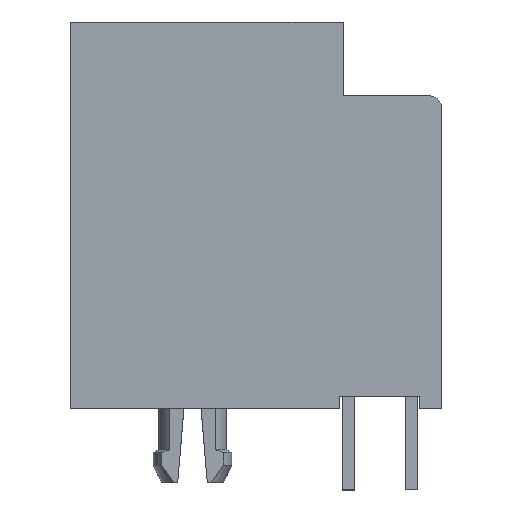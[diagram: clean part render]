
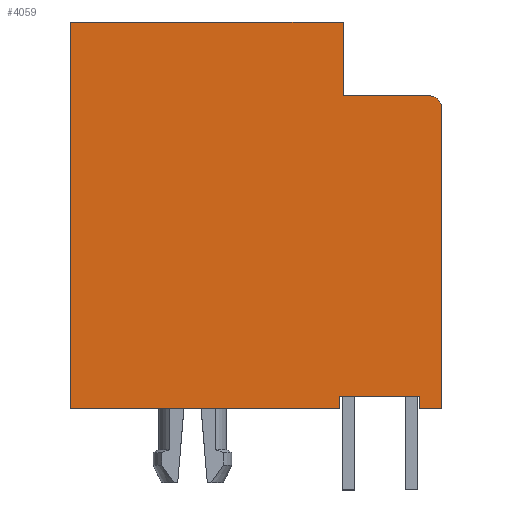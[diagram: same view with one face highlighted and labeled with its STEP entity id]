
A CAD part, top view. The second image highlights one B-rep face of the part: STEP entity #4059.
In plain terms, the highlighted planar face has unit normal (0, 0, 1).
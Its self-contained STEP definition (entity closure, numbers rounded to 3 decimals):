
#1218=DIRECTION('',(0.,1.,0.));
#1219=VECTOR('',#1218,12.2);
#1220=CARTESIAN_POINT('',(10.12,-7.85,5.59));
#1221=LINE('',#1220,#1219);
#1222=DIRECTION('',(1.,0.,0.));
#1223=VECTOR('',#1222,0.9);
#1224=CARTESIAN_POINT('',(9.22,-7.85,5.59));
#1225=LINE('',#1224,#1223);
#1226=DIRECTION('',(0.,-1.,0.));
#1227=VECTOR('',#1226,0.5);
#1228=CARTESIAN_POINT('',(9.22,-7.35,5.59));
#1229=LINE('',#1228,#1227);
#1230=DIRECTION('',(1.,0.,0.));
#1231=VECTOR('',#1230,3.25);
#1232=CARTESIAN_POINT('',(5.97,-7.35,5.59));
#1233=LINE('',#1232,#1231);
#1234=DIRECTION('',(0.,1.,0.));
#1235=VECTOR('',#1234,0.5);
#1236=CARTESIAN_POINT('',(5.97,-7.85,5.59));
#1237=LINE('',#1236,#1235);
#1238=DIRECTION('',(1.,0.,0.));
#1239=VECTOR('',#1238,10.93);
#1240=CARTESIAN_POINT('',(-4.96,-7.85,5.59));
#1241=LINE('',#1240,#1239);
#1242=DIRECTION('',(0.,-1.,0.));
#1243=VECTOR('',#1242,15.7);
#1244=CARTESIAN_POINT('',(-4.96,7.85,5.59));
#1245=LINE('',#1244,#1243);
#1246=DIRECTION('',(-1.,0.,0.));
#1247=VECTOR('',#1246,11.08);
#1248=CARTESIAN_POINT('',(6.12,7.85,5.59));
#1249=LINE('',#1248,#1247);
#1250=DIRECTION('',(0.,1.,0.));
#1251=VECTOR('',#1250,3.);
#1252=CARTESIAN_POINT('',(6.12,4.85,5.59));
#1253=LINE('',#1252,#1251);
#1254=DIRECTION('',(-1.,0.,0.));
#1255=VECTOR('',#1254,3.5);
#1256=CARTESIAN_POINT('',(9.62,4.85,5.59));
#1257=LINE('',#1256,#1255);
#1258=CARTESIAN_POINT('',(9.62,4.35,5.59));
#1259=DIRECTION('',(0.,0.,1.));
#1260=DIRECTION('',(1.,0.,0.));
#1261=AXIS2_PLACEMENT_3D('',#1258,#1259,#1260);
#1789=CARTESIAN_POINT('',(10.12,-7.85,5.59));
#1790=CARTESIAN_POINT('',(10.12,4.35,5.59));
#1791=VERTEX_POINT('',#1789);
#1792=VERTEX_POINT('',#1790);
#1793=CARTESIAN_POINT('',(9.62,4.85,5.59));
#1794=CARTESIAN_POINT('',(6.12,4.85,5.59));
#1795=VERTEX_POINT('',#1793);
#1796=VERTEX_POINT('',#1794);
#1797=CARTESIAN_POINT('',(6.12,7.85,5.59));
#1798=VERTEX_POINT('',#1797);
#1799=CARTESIAN_POINT('',(-4.96,7.85,5.59));
#1800=VERTEX_POINT('',#1799);
#1801=CARTESIAN_POINT('',(-4.96,-7.85,5.59));
#1802=VERTEX_POINT('',#1801);
#1803=CARTESIAN_POINT('',(5.97,-7.85,5.59));
#1804=VERTEX_POINT('',#1803);
#1805=CARTESIAN_POINT('',(5.97,-7.35,5.59));
#1806=VERTEX_POINT('',#1805);
#1807=CARTESIAN_POINT('',(9.22,-7.35,5.59));
#1808=VERTEX_POINT('',#1807);
#1809=CARTESIAN_POINT('',(9.22,-7.85,5.59));
#1810=VERTEX_POINT('',#1809);
#4039=CARTESIAN_POINT('',(0.,0.,5.59));
#4040=DIRECTION('',(0.,0.,1.));
#4041=DIRECTION('',(1.,0.,0.));
#4042=AXIS2_PLACEMENT_3D('',#4039,#4040,#4041);
#4043=PLANE('',#4042);
#4044=ORIENTED_EDGE('',*,*,#2342,.F.);
#4046=ORIENTED_EDGE('',*,*,#4045,.F.);
#4048=ORIENTED_EDGE('',*,*,#4047,.F.);
#4049=ORIENTED_EDGE('',*,*,#2522,.F.);
#4050=ORIENTED_EDGE('',*,*,#2608,.F.);
#4051=ORIENTED_EDGE('',*,*,#3114,.F.);
#4052=ORIENTED_EDGE('',*,*,#3651,.F.);
#4053=ORIENTED_EDGE('',*,*,#3775,.F.);
#4054=ORIENTED_EDGE('',*,*,#3812,.F.);
#4055=ORIENTED_EDGE('',*,*,#3995,.F.);
#4056=ORIENTED_EDGE('',*,*,#4033,.F.);
#4057=EDGE_LOOP('',(#4044,#4046,#4048,#4049,#4050,#4051,#4052,#4053,#4054,#4055,
#4056));
#4058=FACE_OUTER_BOUND('',#4057,.F.);
#4059=ADVANCED_FACE('',(#4058),#4043,.T.);
#1262=CIRCLE('',#1261,0.5);
#2342=EDGE_CURVE('',#1791,#1792,#1221,.T.);
#2522=EDGE_CURVE('',#1806,#1808,#1233,.T.);
#2608=EDGE_CURVE('',#1804,#1806,#1237,.T.);
#3114=EDGE_CURVE('',#1802,#1804,#1241,.T.);
#3651=EDGE_CURVE('',#1800,#1802,#1245,.T.);
#3775=EDGE_CURVE('',#1798,#1800,#1249,.T.);
#3812=EDGE_CURVE('',#1796,#1798,#1253,.T.);
#3995=EDGE_CURVE('',#1795,#1796,#1257,.T.);
#4033=EDGE_CURVE('',#1792,#1795,#1262,.T.);
#4045=EDGE_CURVE('',#1810,#1791,#1225,.T.);
#4047=EDGE_CURVE('',#1808,#1810,#1229,.T.);
